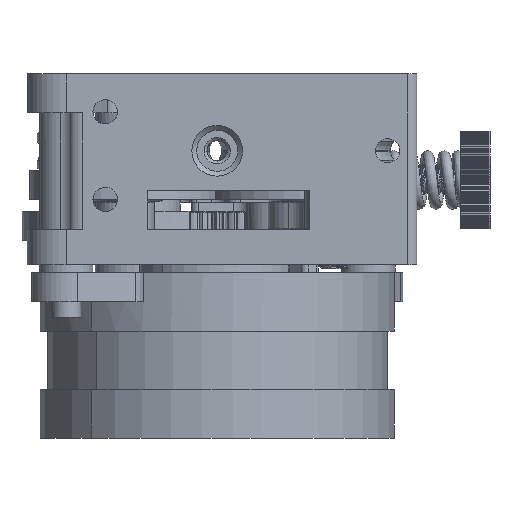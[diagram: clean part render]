
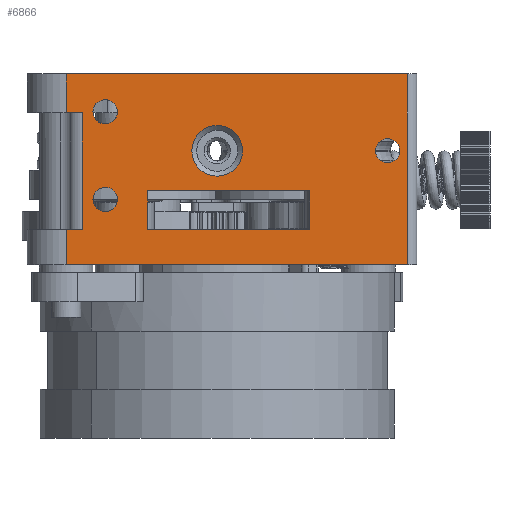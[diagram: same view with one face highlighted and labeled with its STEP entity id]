
A CAD part, front view. The second image highlights one B-rep face of the part: STEP entity #6866.
In plain terms, the highlighted planar face has unit normal (0, -1, 0).
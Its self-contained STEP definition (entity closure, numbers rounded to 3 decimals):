
#211=PLANE('',#23651);
#1968=LINE('',#32649,#4018);
#2027=LINE('',#33123,#4077);
#2036=LINE('',#33224,#4086);
#2083=LINE('',#33584,#4133);
#2130=LINE('',#33740,#4180);
#2152=LINE('',#33823,#4202);
#2160=LINE('',#33889,#4210);
#2168=LINE('',#33909,#4218);
#2169=LINE('',#33913,#4219);
#2170=LINE('',#33915,#4220);
#2171=LINE('',#33917,#4221);
#2172=LINE('',#33918,#4222);
#4018=VECTOR('',#25796,1.);
#4077=VECTOR('',#26015,1.);
#4086=VECTOR('',#26070,1.);
#4133=VECTOR('',#26265,1.);
#4180=VECTOR('',#26452,1.);
#4202=VECTOR('',#26504,1.);
#4210=VECTOR('',#26528,1.);
#4218=VECTOR('',#26558,1.);
#4219=VECTOR('',#26565,1.);
#4220=VECTOR('',#26566,1.);
#4221=VECTOR('',#26567,1.);
#4222=VECTOR('',#26568,1.);
#6866=ADVANCED_FACE('NONE',(#8077,#8078,#8079,#8080,#8081,#8082),#211,.F.);
#8077=FACE_BOUND('',#8549,.T.);
#8078=FACE_BOUND('',#8550,.T.);
#8079=FACE_BOUND('',#8551,.T.);
#8080=FACE_BOUND('',#8552,.T.);
#8081=FACE_BOUND('',#8553,.T.);
#8082=FACE_BOUND('',#8554,.T.);
#8549=EDGE_LOOP('',(#10656,#10657,#10658,#10659,#10660,#10661,#10662,#10663));
#8550=EDGE_LOOP('',(#10664));
#8551=EDGE_LOOP('',(#10665));
#8552=EDGE_LOOP('',(#10666));
#8553=EDGE_LOOP('',(#10667));
#8554=EDGE_LOOP('',(#10668,#10669,#10670,#10671));
#10656=ORIENTED_EDGE('',*,*,#19326,.T.);
#10657=ORIENTED_EDGE('',*,*,#19099,.T.);
#10658=ORIENTED_EDGE('',*,*,#18951,.T.);
#10659=ORIENTED_EDGE('',*,*,#19275,.T.);
#10660=ORIENTED_EDGE('',*,*,#19195,.F.);
#10661=ORIENTED_EDGE('',*,*,#19075,.T.);
#10662=ORIENTED_EDGE('',*,*,#19327,.T.);
#10663=ORIENTED_EDGE('',*,*,#19328,.T.);
#10664=ORIENTED_EDGE('',*,*,#19096,.T.);
#10665=ORIENTED_EDGE('',*,*,#19095,.T.);
#10666=ORIENTED_EDGE('',*,*,#19306,.T.);
#10667=ORIENTED_EDGE('',*,*,#19183,.T.);
#10668=ORIENTED_EDGE('',*,*,#19303,.T.);
#10669=ORIENTED_EDGE('',*,*,#19329,.T.);
#10670=ORIENTED_EDGE('',*,*,#19314,.T.);
#10671=ORIENTED_EDGE('',*,*,#19325,.F.);
#16660=VERTEX_POINT('',#32648);
#16661=VERTEX_POINT('',#32650);
#16762=VERTEX_POINT('',#33121);
#16764=VERTEX_POINT('',#33124);
#16780=VERTEX_POINT('',#33167);
#16781=VERTEX_POINT('',#33170);
#16784=VERTEX_POINT('',#33225);
#16841=VERTEX_POINT('',#33486);
#16849=VERTEX_POINT('',#33585);
#16903=VERTEX_POINT('',#33824);
#16904=VERTEX_POINT('',#33825);
#16905=VERTEX_POINT('',#33830);
#16906=VERTEX_POINT('',#33888);
#16907=VERTEX_POINT('',#33890);
#16908=VERTEX_POINT('',#33914);
#16909=VERTEX_POINT('',#33916);
#18951=EDGE_CURVE('',#16661,#16660,#1968,.T.);
#19075=EDGE_CURVE('',#16764,#16762,#2027,.T.);
#19095=EDGE_CURVE('',#16780,#16780,#22319,.T.);
#19096=EDGE_CURVE('',#16781,#16781,#22320,.T.);
#19099=EDGE_CURVE('',#16784,#16661,#2036,.T.);
#19183=EDGE_CURVE('',#16841,#16841,#22362,.T.);
#19195=EDGE_CURVE('',#16764,#16849,#2083,.T.);
#19275=EDGE_CURVE('',#16660,#16849,#2130,.T.);
#19303=EDGE_CURVE('',#16903,#16904,#2152,.T.);
#19306=EDGE_CURVE('',#16905,#16905,#22403,.T.);
#19314=EDGE_CURVE('',#16907,#16906,#2160,.T.);
#19325=EDGE_CURVE('',#16903,#16906,#2168,.T.);
#19326=EDGE_CURVE('',#16908,#16784,#2169,.T.);
#19327=EDGE_CURVE('',#16762,#16909,#2170,.T.);
#19328=EDGE_CURVE('',#16909,#16908,#2171,.T.);
#19329=EDGE_CURVE('',#16904,#16907,#2172,.T.);
#22319=CIRCLE('',#23465,2.6);
#22320=CIRCLE('',#23467,1.25);
#22362=CIRCLE('',#23537,1.25);
#22403=CIRCLE('',#23630,1.25);
#23465=AXIS2_PLACEMENT_3D('',#33166,#26060,#26061);
#23467=AXIS2_PLACEMENT_3D('',#33169,#26064,#26065);
#23537=AXIS2_PLACEMENT_3D('',#33485,#26244,#26245);
#23630=AXIS2_PLACEMENT_3D('',#33829,#26509,#26510);
#23651=AXIS2_PLACEMENT_3D('',#33919,#26569,#26570);
#25796=DIRECTION('',(-1.,0.,0.));
#26015=DIRECTION('',(0.,0.,-1.));
#26060=DIRECTION('',(0.,1.,0.));
#26061=DIRECTION('',(0.,0.,1.));
#26064=DIRECTION('',(0.,1.,0.));
#26065=DIRECTION('',(0.,0.,1.));
#26070=DIRECTION('',(0.,0.,1.));
#26244=DIRECTION('',(0.,1.,0.));
#26245=DIRECTION('',(0.,0.,1.));
#26265=DIRECTION('',(-1.,0.,0.));
#26452=DIRECTION('',(0.,0.,-1.));
#26504=DIRECTION('',(0.,0.,-1.));
#26509=DIRECTION('',(0.,1.,0.));
#26510=DIRECTION('',(0.,0.,1.));
#26528=DIRECTION('',(0.,0.,1.));
#26558=DIRECTION('',(-1.,0.,0.));
#26565=DIRECTION('',(1.,0.,0.));
#26566=DIRECTION('',(-1.,0.,0.));
#26567=DIRECTION('',(0.,0.,-1.));
#26568=DIRECTION('',(-1.,0.,0.));
#26569=DIRECTION('',(0.,1.,0.));
#26570=DIRECTION('',(-1.,0.,0.));
#32648=CARTESIAN_POINT('',(45.332,-27.01,52.545));
#32649=CARTESIAN_POINT('',(40.832,-27.01,52.545));
#32650=CARTESIAN_POINT('',(80.332,-27.01,52.545));
#33121=CARTESIAN_POINT('',(46.978,-27.01,36.545));
#33123=CARTESIAN_POINT('',(46.978,-27.01,-7.055));
#33124=CARTESIAN_POINT('',(46.978,-27.01,48.545));
#33166=CARTESIAN_POINT('',(60.832,-27.01,44.645));
#33167=CARTESIAN_POINT('',(60.832,-27.01,47.245));
#33169=CARTESIAN_POINT('',(78.332,-27.01,44.645));
#33170=CARTESIAN_POINT('',(78.332,-27.01,45.895));
#33224=CARTESIAN_POINT('',(80.332,-27.01,32.445));
#33225=CARTESIAN_POINT('',(80.332,-27.01,32.945));
#33485=CARTESIAN_POINT('',(49.332,-27.01,48.645));
#33486=CARTESIAN_POINT('',(49.332,-27.01,49.895));
#33584=CARTESIAN_POINT('',(40.832,-27.01,48.545));
#33585=CARTESIAN_POINT('',(45.332,-27.01,48.545));
#33740=CARTESIAN_POINT('',(45.332,-27.01,44.545));
#33823=CARTESIAN_POINT('',(70.332,-27.01,43.145));
#33824=CARTESIAN_POINT('',(70.332,-27.01,40.545));
#33825=CARTESIAN_POINT('',(70.332,-27.01,36.545));
#33829=CARTESIAN_POINT('',(49.332,-27.01,39.645));
#33830=CARTESIAN_POINT('',(49.332,-27.01,40.895));
#33888=CARTESIAN_POINT('',(53.682,-27.01,40.545));
#33889=CARTESIAN_POINT('',(53.682,-27.01,36.595));
#33890=CARTESIAN_POINT('',(53.682,-27.01,36.545));
#33909=CARTESIAN_POINT('',(40.832,-27.01,40.545));
#33913=CARTESIAN_POINT('',(40.832,-27.01,32.945));
#33914=CARTESIAN_POINT('',(45.332,-27.01,32.945));
#33915=CARTESIAN_POINT('',(40.832,-27.01,36.545));
#33916=CARTESIAN_POINT('',(45.332,-27.01,36.545));
#33917=CARTESIAN_POINT('',(45.332,-27.01,-7.055));
#33918=CARTESIAN_POINT('',(40.832,-27.01,36.545));
#33919=CARTESIAN_POINT('',(40.832,-27.01,-7.055));
